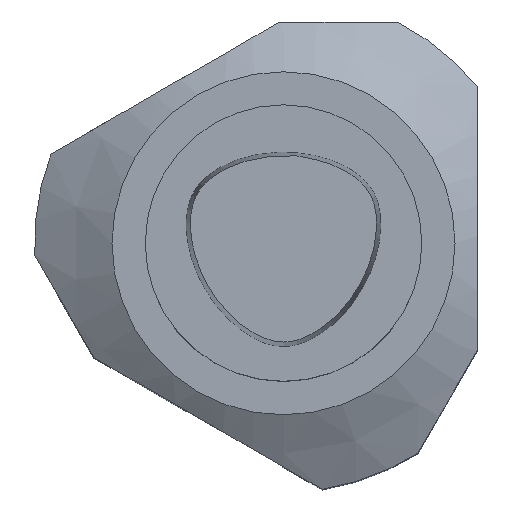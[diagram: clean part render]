
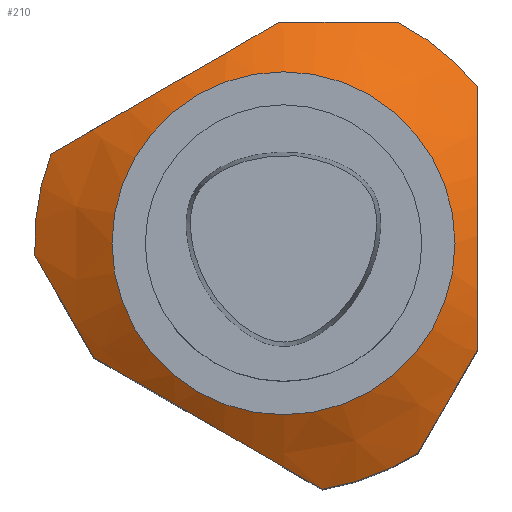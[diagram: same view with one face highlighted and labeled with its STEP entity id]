
A CAD part, top view. The second image highlights one B-rep face of the part: STEP entity #210.
In plain terms, the highlighted conical face has half-angle 60 degrees and reference radius 38 mm.
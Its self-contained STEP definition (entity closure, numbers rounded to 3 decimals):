
#124=EDGE_CURVE('240[2]',#364,#367,#368,.T.);
#162=EDGE_CURVE('240[2]',#429,#401,#430,.T.);
#210=ADVANCED_FACE('240[2]',(#496,#497),#498,.T.);
#236=EDGE_CURVE('240[2]',#367,#412,#535,.T.);
#244=EDGE_CURVE('240[2]',#543,#544,#545,.T.);
#246=EDGE_CURVE('240[2]',#401,#405,#547,.T.);
#292=EDGE_CURVE('240[2]',#544,#391,#602,.T.);
#302=EDGE_CURVE('240[2]',#614,#614,#615,.T.);
#304=EDGE_CURVE('240[2]',#364,#391,#617,.T.);
#314=EDGE_CURVE('240[2]',#543,#405,#629,.T.);
#319=EDGE_CURVE('240[2]',#429,#412,#635,.T.);
#364=VERTEX_POINT('',#675);
#367=VERTEX_POINT('',#680);
#368=(B_SPLINE_CURVE(3,(#682,#683,#684,#685,#686,#687,#688,#689,#690,#691),.UNSPECIFIED.,.F.,.F.)B_SPLINE_CURVE_WITH_KNOTS((4,3,3,4),(-0.067,2.448,44.612,50.228),.UNSPECIFIED.)RATIONAL_B_SPLINE_CURVE((1.0,1.0,1.0,1.0,1.124,1.15,1.075,1.075,1.075,1.075))BOUNDED_CURVE()REPRESENTATION_ITEM('')GEOMETRIC_REPRESENTATION_ITEM()CURVE());
#391=VERTEX_POINT('',#730);
#401=VERTEX_POINT('',#744);
#405=VERTEX_POINT('',#750);
#412=VERTEX_POINT('',#761);
#429=VERTEX_POINT('',#786);
#430=(B_SPLINE_CURVE(3,(#788,#789,#790,#791,#792,#793,#794,#795,#796,#797),.UNSPECIFIED.,.F.,.F.)B_SPLINE_CURVE_WITH_KNOTS((4,3,3,4),(-0.07,2.448,44.612,50.229),.UNSPECIFIED.)RATIONAL_B_SPLINE_CURVE((1.0,1.0,1.0,1.0,1.124,1.15,1.075,1.075,1.075,1.075))BOUNDED_CURVE()REPRESENTATION_ITEM('')GEOMETRIC_REPRESENTATION_ITEM()CURVE());
#496=FACE_BOUND('',#1041,.T.);
#497=FACE_BOUND('',#1042,.T.);
#498=CONICAL_SURFACE('',#1043,38.,1.047);
#535=(B_SPLINE_CURVE(2,(#1101,#1102,#1103,#1104),.UNSPECIFIED.,.F.,.F.)B_SPLINE_CURVE_WITH_KNOTS((3,1,3),(1068.987,1327.725,1352.129),.UNSPECIFIED.)RATIONAL_B_SPLINE_CURVE((12.312,12.337,11.653,11.588))BOUNDED_CURVE()REPRESENTATION_ITEM('')GEOMETRIC_REPRESENTATION_ITEM()CURVE());
#543=VERTEX_POINT('',#1125);
#544=VERTEX_POINT('',#1126);
#545=(B_SPLINE_CURVE(3,(#1128,#1129,#1130,#1131,#1132,#1133,#1134,#1135,#1136,#1137),.UNSPECIFIED.,.F.,.F.)B_SPLINE_CURVE_WITH_KNOTS((4,3,3,4),(-0.07,2.448,44.612,50.229),.UNSPECIFIED.)RATIONAL_B_SPLINE_CURVE((1.0,1.0,1.0,1.0,1.124,1.15,1.075,1.075,1.075,1.075))BOUNDED_CURVE()REPRESENTATION_ITEM('')GEOMETRIC_REPRESENTATION_ITEM()CURVE());
#547=(B_SPLINE_CURVE(2,(#1147,#1148,#1149,#1150),.UNSPECIFIED.,.F.,.F.)B_SPLINE_CURVE_WITH_KNOTS((3,1,3),(1068.987,1327.725,1352.129),.UNSPECIFIED.)RATIONAL_B_SPLINE_CURVE((12.312,12.337,11.653,11.588))BOUNDED_CURVE()REPRESENTATION_ITEM('')GEOMETRIC_REPRESENTATION_ITEM()CURVE());
#602=(B_SPLINE_CURVE(2,(#1244,#1245,#1246,#1247),.UNSPECIFIED.,.F.,.F.)B_SPLINE_CURVE_WITH_KNOTS((3,1,3),(1068.987,1327.725,1352.129),.UNSPECIFIED.)RATIONAL_B_SPLINE_CURVE((12.312,12.337,11.653,11.588))BOUNDED_CURVE()REPRESENTATION_ITEM('')GEOMETRIC_REPRESENTATION_ITEM()CURVE());
#614=VERTEX_POINT('',#1270);
#615=CIRCLE('',#1271,31.);
#617=CIRCLE('',#1274,45.0);
#629=CIRCLE('',#1673,45.0);
#635=CIRCLE('',#1681,45.0);
#675=CARTESIAN_POINT('',(6.995,-44.453,-30.083));
#680=CARTESIAN_POINT('',(-34.282,-20.622,-27.2));
#682=CARTESIAN_POINT('',(6.995,-44.453,-30.083));
#683=CARTESIAN_POINT('',(6.13,-43.953,-29.72));
#684=CARTESIAN_POINT('',(5.267,-43.455,-29.37));
#685=CARTESIAN_POINT('',(4.409,-42.96,-29.035));
#686=CARTESIAN_POINT('',(-8.381,-35.576,-24.041));
#687=CARTESIAN_POINT('',(-18.719,-29.607,-23.163));
#688=CARTESIAN_POINT('',(-29.641,-23.301,-25.87));
#689=CARTESIAN_POINT('',(-31.196,-22.403,-26.256));
#690=CARTESIAN_POINT('',(-32.745,-21.509,-26.703));
#691=CARTESIAN_POINT('',(-34.282,-20.622,-27.2));
#730=CARTESIAN_POINT('',(24.333,-37.854,-30.083));
#744=CARTESIAN_POINT('',(-0.718,40.,-27.2));
#750=CARTESIAN_POINT('',(20.616,40.,-30.083));
#761=CARTESIAN_POINT('',(-44.949,-2.146,-30.083));
#786=CARTESIAN_POINT('',(-41.995,16.169,-30.083));
#788=CARTESIAN_POINT('',(-41.995,16.169,-30.083));
#789=CARTESIAN_POINT('',(-41.131,16.668,-29.721));
#790=CARTESIAN_POINT('',(-40.268,17.166,-29.371));
#791=CARTESIAN_POINT('',(-39.409,17.662,-29.035));
#792=CARTESIAN_POINT('',(-26.619,25.046,-24.041));
#793=CARTESIAN_POINT('',(-16.281,31.015,-23.163));
#794=CARTESIAN_POINT('',(-5.359,37.321,-25.87));
#795=CARTESIAN_POINT('',(-3.804,38.218,-26.256));
#796=CARTESIAN_POINT('',(-2.255,39.112,-26.703));
#797=CARTESIAN_POINT('',(-0.718,40.,-27.2));
#1041=EDGE_LOOP('',(#1850));
#1042=EDGE_LOOP('',(#1851,#1852,#1853,#1854,#1855,#1856,#1857,#1858,#1859));
#1043=AXIS2_PLACEMENT_3D('',#1860,#1861,#1862);
#1101=CARTESIAN_POINT('',(-34.282,-20.622,-27.2));
#1102=CARTESIAN_POINT('',(-38.87,-12.675,-27.105));
#1103=CARTESIAN_POINT('',(-44.433,-3.039,-29.81));
#1104=CARTESIAN_POINT('',(-44.949,-2.146,-30.083));
#1125=CARTESIAN_POINT('',(35.,28.284,-30.083));
#1126=CARTESIAN_POINT('',(35.,-19.378,-27.2));
#1128=CARTESIAN_POINT('',(35.,28.284,-30.083));
#1129=CARTESIAN_POINT('',(35.,27.286,-29.721));
#1130=CARTESIAN_POINT('',(35.,26.29,-29.371));
#1131=CARTESIAN_POINT('',(35.,25.298,-29.035));
#1132=CARTESIAN_POINT('',(35.0,10.53,-24.041));
#1133=CARTESIAN_POINT('',(35.,-1.408,-23.163));
#1134=CARTESIAN_POINT('',(35.,-14.019,-25.87));
#1135=CARTESIAN_POINT('',(35.0,-15.815,-26.256));
#1136=CARTESIAN_POINT('',(35.,-17.603,-26.703));
#1137=CARTESIAN_POINT('',(35.,-19.378,-27.2));
#1147=CARTESIAN_POINT('',(-0.718,40.,-27.2));
#1148=CARTESIAN_POINT('',(8.459,40.,-27.105));
#1149=CARTESIAN_POINT('',(19.585,40.,-29.81));
#1150=CARTESIAN_POINT('',(20.616,40.,-30.083));
#1244=CARTESIAN_POINT('',(35.,-19.378,-27.2));
#1245=CARTESIAN_POINT('',(30.412,-27.325,-27.105));
#1246=CARTESIAN_POINT('',(24.849,-36.961,-29.81));
#1247=CARTESIAN_POINT('',(24.333,-37.854,-30.083));
#1270=CARTESIAN_POINT('',(0.,-31.,-22.));
#1271=AXIS2_PLACEMENT_3D('',#1980,#1981,#1982);
#1274=AXIS2_PLACEMENT_3D('',#1983,#1984,#1985);
#1673=AXIS2_PLACEMENT_3D('',#2002,#2003,#2004);
#1681=AXIS2_PLACEMENT_3D('',#2013,#2014,#2015);
#1850=ORIENTED_EDGE('',*,*,#302,.F.);
#1851=ORIENTED_EDGE('',*,*,#304,.T.);
#1852=ORIENTED_EDGE('',*,*,#292,.F.);
#1853=ORIENTED_EDGE('',*,*,#244,.F.);
#1854=ORIENTED_EDGE('',*,*,#314,.T.);
#1855=ORIENTED_EDGE('',*,*,#246,.F.);
#1856=ORIENTED_EDGE('',*,*,#162,.F.);
#1857=ORIENTED_EDGE('',*,*,#319,.T.);
#1858=ORIENTED_EDGE('',*,*,#236,.F.);
#1859=ORIENTED_EDGE('',*,*,#124,.F.);
#1860=CARTESIAN_POINT('',(0.,0.0,-26.041));
#1861=DIRECTION('',(-0.0,-0.0,-1.0));
#1862=DIRECTION('',(0.0,-1.0,0.0));
#1980=CARTESIAN_POINT('',(0.,0.0,-22.));
#1981=DIRECTION('',(0.0,0.0,1.0));
#1982=DIRECTION('',(0.0,-1.0,0.0));
#1983=CARTESIAN_POINT('',(0.,0.0,-30.083));
#1984=DIRECTION('',(0.0,0.0,1.0));
#1985=DIRECTION('',(0.0,-1.0,0.0));
#2002=CARTESIAN_POINT('',(0.,0.0,-30.083));
#2003=DIRECTION('',(0.0,0.0,1.0));
#2004=DIRECTION('',(0.0,-1.0,0.0));
#2013=CARTESIAN_POINT('',(0.,0.0,-30.083));
#2014=DIRECTION('',(0.0,0.0,1.0));
#2015=DIRECTION('',(0.0,-1.0,0.0));
